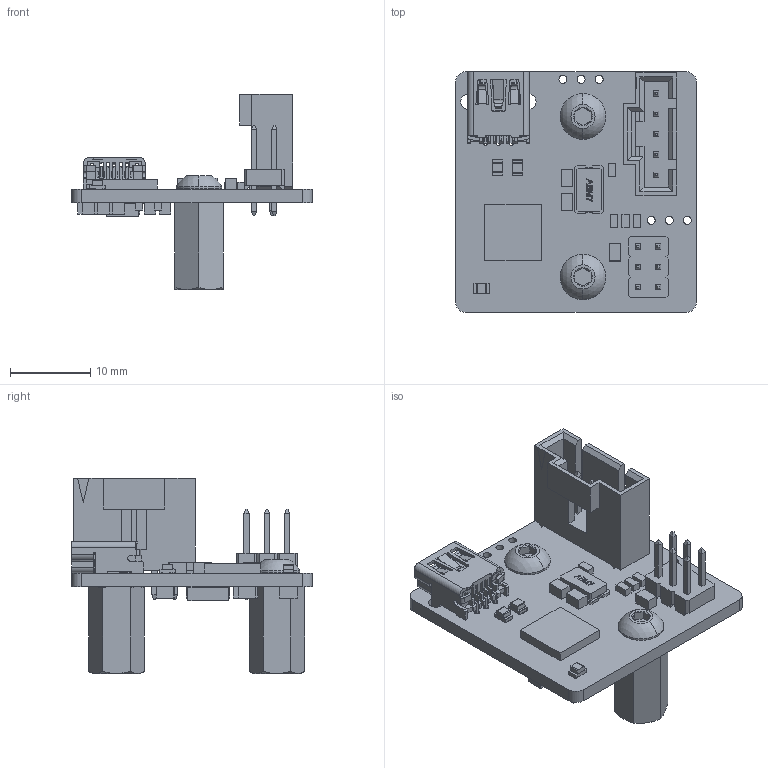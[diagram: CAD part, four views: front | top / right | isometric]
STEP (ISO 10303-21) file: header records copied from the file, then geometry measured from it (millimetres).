
FILE_DESCRIPTION(('Open CASCADE Model'),'2;1');
FILE_NAME('Open CASCADE Shape Model','2017-02-10T20:22:50',('Author'),( 'Open CASCADE'),'Open CASCADE STEP processor 6.8','Open CASCADE 6.8' ,'Unknown');
FILE_SCHEMA(('AUTOMOTIVE_DESIGN { 1 0 10303 214 1 1 1 1 }'));
Length unit declared in the file: millimetre
Products named in the file (58): PCB; Board; J8; 548190519; Open CASCADE STEP translator 6.8 1.2.1.1; Open CASCADE STEP translator 6.8 1.2.1.2; C9; 1385716104; Extruded; Y1; ABM7; U2; 1385716512; U1; 1385716648; R8; 1385716376; R7; R6; R5; R4; R3; R2; R1; L3; L2; L1; 1385716240; J5; 961206-6404-XX; J1; 705430004; Open CASCADE STEP translator 6.8 1.19.1.1; Open CASCADE STEP translator 6.8 1.19.1.2; D3; AP2012; D2; D1; C14; C13 ...
Assembly tree (83 placements, depth 4):
  PCB
    Board
    J8
      548190519
        Open CASCADE STEP translator 6.8 1.2.1.1
        Open CASCADE STEP translator 6.8 1.2.1.2
    C9
      1385716104
        Extruded
    Y1
      ABM7
    U2
      1385716512
        Extruded
    U1
      1385716648
        Extruded
    R8
      1385716376
        Extruded
    R7
      1385716376
        Extruded
    R6
      1385716376
        Extruded
    R5
      1385716376
        Extruded
    R4
      1385716376
        Extruded
    R3
      1385716376
        Extruded
    R2
      1385716376
        Extruded
    R1
      1385716376
        Extruded
    L3
      1385716104
        Extruded
    L2
      1385716104
        Extruded
    L1
      1385716240
        Extruded
    J5
      961206-6404-XX
    J1
      705430004
        Open CASCADE STEP translator 6.8 1.19.1.1
        Open CASCADE STEP translator 6.8 1.19.1.2
    D3
      AP2012
    D2
      AP2012
Bounding box: 30 x 30 x 24.31 mm (x, y, z)
Volume: 3126.9 mm3; surface area: 5909 mm2
Topology: 57 solids, 57 shells, 2295 faces, 6034 edges, 3982 vertices
Faces by surface type: plane 1596, bspline 395, cylinder 236, cone 64, sphere 4
Full cylindrical faces by diameter (mm): 0.7 x5, 1 x6, 1.08 x6, 1.09 x5, 1.9 x2, 3.5 x2
Entity records: 57131 total; most frequent: CARTESIAN_POINT 20189, ORIENTED_EDGE 7224, DIRECTION 5948, EDGE_CURVE 3612, LINE 2894, VECTOR 2894, VERTEX_POINT 2338, AXIS2_PLACEMENT_3D 1527
